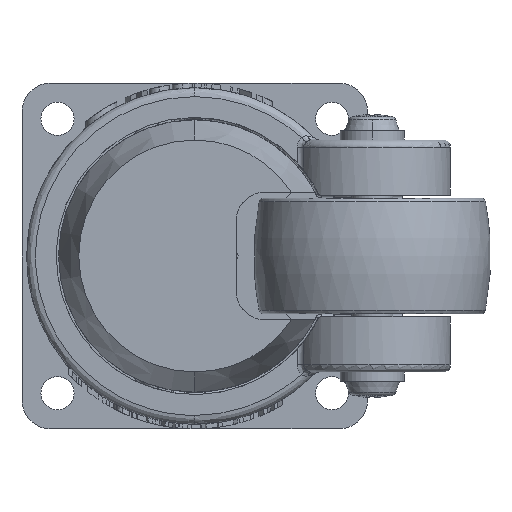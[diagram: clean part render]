
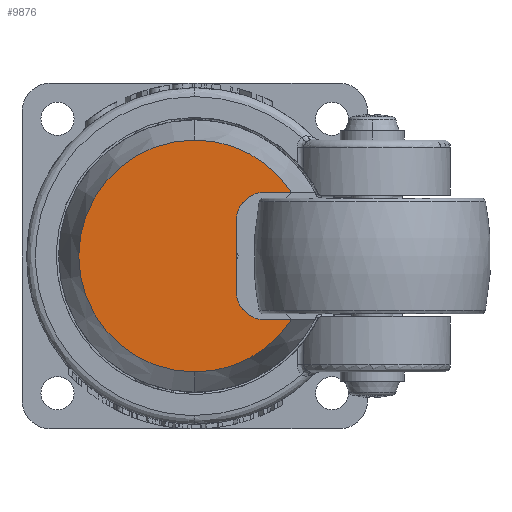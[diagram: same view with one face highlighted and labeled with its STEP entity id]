
A CAD part, front view. The second image highlights one B-rep face of the part: STEP entity #9876.
In plain terms, the highlighted planar face has unit normal (0, -1, 0).
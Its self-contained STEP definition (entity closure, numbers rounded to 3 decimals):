
#1277 = CARTESIAN_POINT ( 'NONE',  ( -9.221, -39.098, -7.349 ) ) ;
#1325 = ORIENTED_EDGE ( 'NONE', *, *, #25620, .T. ) ;
#1401 = DIRECTION ( 'NONE',  ( 0., -1., 0. ) ) ;
#1848 = VERTEX_POINT ( 'NONE', #23404 ) ;
#2025 = CARTESIAN_POINT ( 'NONE',  ( -3.097, -39.098, -7.349 ) ) ;
#2290 = CARTESIAN_POINT ( 'NONE',  ( -17.947, -39.098, -24.496 ) ) ;
#2565 = CARTESIAN_POINT ( 'NONE',  ( -17.947, -39.098, 0. ) ) ;
#3080 = PLANE ( 'NONE',  #15241 ) ;
#3505 = ORIENTED_EDGE ( 'NONE', *, *, #18298, .T. ) ;
#4019 = EDGE_CURVE ( 'NONE', #28840, #15293, #11205, .T. ) ;
#4286 = AXIS2_PLACEMENT_3D ( 'NONE', #20769, #21069, #18370 ) ;
#4882 = CARTESIAN_POINT ( 'NONE',  ( -42.713, -39.098, 24.79 ) ) ;
#5234 = CIRCLE ( 'NONE', #17173, 24.496 ) ;
#6240 = CIRCLE ( 'NONE', #14831, 24.496 ) ;
#6694 = EDGE_CURVE ( 'NONE', #13997, #15603, #5234, .T. ) ;
#7423 = ORIENTED_EDGE ( 'NONE', *, *, #27532, .F. ) ;
#7753 = CARTESIAN_POINT ( 'NONE',  ( 2.511, -39.098, 13.473 ) ) ;
#8672 = DIRECTION ( 'NONE',  ( 1., 0., 0. ) ) ;
#8966 = CARTESIAN_POINT ( 'NONE',  ( -3.097, -39.098, 13.473 ) ) ;
#9458 = CARTESIAN_POINT ( 'NONE',  ( 2.511, -39.098, -13.473 ) ) ;
#9876 = ADVANCED_FACE ( 'NONE', ( #23144 ), #3080, .T. ) ;
#10103 = ORIENTED_EDGE ( 'NONE', *, *, #6694, .T. ) ;
#10579 = VECTOR ( 'NONE', #29326, 1000. ) ;
#10614 = ORIENTED_EDGE ( 'NONE', *, *, #4019, .T. ) ;
#11131 = EDGE_CURVE ( 'NONE', #20644, #21758, #13375, .T. ) ;
#11161 = DIRECTION ( 'NONE',  ( 0., 0., -1. ) ) ;
#11205 = LINE ( 'NONE', #24685, #10579 ) ;
#12009 = ORIENTED_EDGE ( 'NONE', *, *, #14509, .T. ) ;
#12198 = EDGE_CURVE ( 'NONE', #15293, #1848, #25438, .T. ) ;
#12322 = CARTESIAN_POINT ( 'NONE',  ( -3.097, -39.098, -13.473 ) ) ;
#13375 = CIRCLE ( 'NONE', #4286, 24.496 ) ;
#13997 = VERTEX_POINT ( 'NONE', #7753 ) ;
#14509 = EDGE_CURVE ( 'NONE', #1848, #13997, #29477, .T. ) ;
#14535 = DIRECTION ( 'NONE',  ( 0., 0., -1. ) ) ;
#14831 = AXIS2_PLACEMENT_3D ( 'NONE', #2565, #21277, #14535 ) ;
#15032 = DIRECTION ( 'NONE',  ( 0.835, 0., 0.55 ) ) ;
#15241 = AXIS2_PLACEMENT_3D ( 'NONE', #4882, #23440, #16681 ) ;
#15293 = VERTEX_POINT ( 'NONE', #21111 ) ;
#15603 = VERTEX_POINT ( 'NONE', #26254 ) ;
#15624 = DIRECTION ( 'NONE',  ( 0., 1., 0. ) ) ;
#16331 = AXIS2_PLACEMENT_3D ( 'NONE', #21109, #18997, #21556 ) ;
#16681 = DIRECTION ( 'NONE',  ( 0., 0., -1. ) ) ;
#17173 = AXIS2_PLACEMENT_3D ( 'NONE', #26267, #1401, #15032 ) ;
#17421 = VERTEX_POINT ( 'NONE', #12322 ) ;
#17573 = CARTESIAN_POINT ( 'NONE',  ( 2.511, -39.098, -13.473 ) ) ;
#18215 = VECTOR ( 'NONE', #19690, 1000. ) ;
#18298 = EDGE_CURVE ( 'NONE', #17421, #28840, #27921, .T. ) ;
#18370 = DIRECTION ( 'NONE',  ( 0.835, 0., -0.55 ) ) ;
#18997 = DIRECTION ( 'NONE',  ( 0., 1., 0. ) ) ;
#19690 = DIRECTION ( 'NONE',  ( -1., 0., 0. ) ) ;
#20243 = VECTOR ( 'NONE', #8672, 1000. ) ;
#20644 = VERTEX_POINT ( 'NONE', #9458 ) ;
#20769 = CARTESIAN_POINT ( 'NONE',  ( -17.947, -39.098, 0. ) ) ;
#21069 = DIRECTION ( 'NONE',  ( 0., 1., 0. ) ) ;
#21109 = CARTESIAN_POINT ( 'NONE',  ( -3.097, -39.098, 7.349 ) ) ;
#21111 = CARTESIAN_POINT ( 'NONE',  ( -9.221, -39.098, 7.349 ) ) ;
#21277 = DIRECTION ( 'NONE',  ( 0., 1., 0. ) ) ;
#21556 = DIRECTION ( 'NONE',  ( -1., 0., 0. ) ) ;
#21758 = VERTEX_POINT ( 'NONE', #2290 ) ;
#22666 = AXIS2_PLACEMENT_3D ( 'NONE', #2025, #15624, #11161 ) ;
#23144 = FACE_OUTER_BOUND ( 'NONE', #23332, .T. ) ;
#23150 = ORIENTED_EDGE ( 'NONE', *, *, #11131, .F. ) ;
#23332 = EDGE_LOOP ( 'NONE', ( #24740, #12009, #10103, #7423, #23150, #1325, #3505, #10614 ) ) ;
#23404 = CARTESIAN_POINT ( 'NONE',  ( -3.097, -39.098, 13.473 ) ) ;
#23440 = DIRECTION ( 'NONE',  ( 0., -1., 0. ) ) ;
#24490 = LINE ( 'NONE', #17573, #18215 ) ;
#24685 = CARTESIAN_POINT ( 'NONE',  ( -9.221, -39.098, -7.349 ) ) ;
#24740 = ORIENTED_EDGE ( 'NONE', *, *, #12198, .T. ) ;
#25438 = CIRCLE ( 'NONE', #16331, 6.124 ) ;
#25620 = EDGE_CURVE ( 'NONE', #20644, #17421, #24490, .T. ) ;
#26254 = CARTESIAN_POINT ( 'NONE',  ( -17.947, -39.098, 24.496 ) ) ;
#26267 = CARTESIAN_POINT ( 'NONE',  ( -17.947, -39.098, 0. ) ) ;
#27532 = EDGE_CURVE ( 'NONE', #21758, #15603, #6240, .T. ) ;
#27921 = CIRCLE ( 'NONE', #22666, 6.124 ) ;
#28840 = VERTEX_POINT ( 'NONE', #1277 ) ;
#29326 = DIRECTION ( 'NONE',  ( 0., 0., 1. ) ) ;
#29477 = LINE ( 'NONE', #8966, #20243 ) ;
